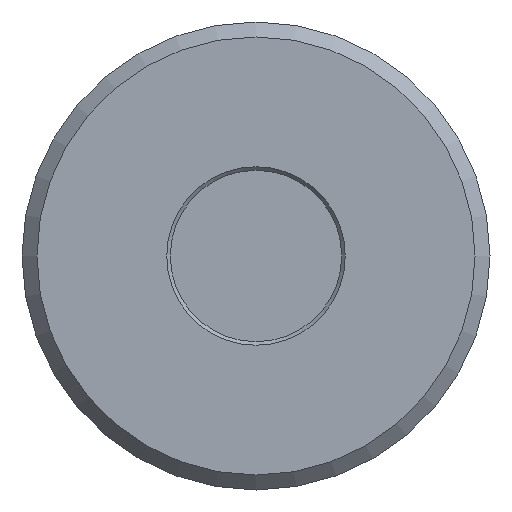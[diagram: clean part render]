
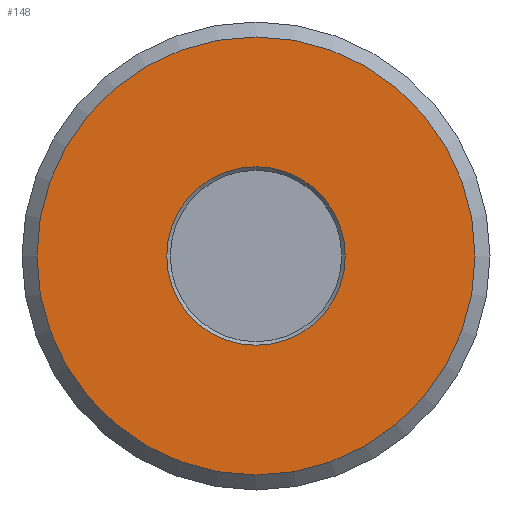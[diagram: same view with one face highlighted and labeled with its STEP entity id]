
A CAD part, front view. The second image highlights one B-rep face of the part: STEP entity #148.
In plain terms, the highlighted planar face has unit normal (0, -1, 0).
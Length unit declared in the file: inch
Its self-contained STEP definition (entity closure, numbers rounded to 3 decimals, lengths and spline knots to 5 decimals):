
#2 = VERTEX_POINT ( 'NONE', #375 ) ;
#20 = FACE_BOUND ( 'NONE', #181, .T. ) ;
#58 = DIRECTION ( 'NONE',  ( 0., 0., 1. ) ) ;
#69 = CIRCLE ( 'NONE', #331, 0.43875 ) ;
#101 = DIRECTION ( 'NONE',  ( 0., 0., -1. ) ) ;
#103 = FACE_OUTER_BOUND ( 'NONE', #278, .T. ) ;
#104 = DIRECTION ( 'NONE',  ( 0., -1., 0. ) ) ;
#114 = VERTEX_POINT ( 'NONE', #291 ) ;
#143 = DIRECTION ( 'NONE',  ( 0., 1., 0. ) ) ;
#147 = CARTESIAN_POINT ( 'NONE',  ( 0., 0., 0. ) ) ;
#148 = ADVANCED_FACE ( 'NONE', ( #20, #103 ), #336, .T. ) ;
#181 = EDGE_LOOP ( 'NONE', ( #369 ) ) ;
#211 = AXIS2_PLACEMENT_3D ( 'NONE', #318, #530, #481 ) ;
#278 = EDGE_LOOP ( 'NONE', ( #417 ) ) ;
#291 = CARTESIAN_POINT ( 'NONE',  ( 0., 0., 0.17882 ) ) ;
#315 = CARTESIAN_POINT ( 'NONE',  ( -0.17882, 0., 0. ) ) ;
#318 = CARTESIAN_POINT ( 'NONE',  ( 0., 0., 0. ) ) ;
#319 = CIRCLE ( 'NONE', #211, 0.17882 ) ;
#331 = AXIS2_PLACEMENT_3D ( 'NONE', #147, #143, #58 ) ;
#336 = PLANE ( 'NONE',  #386 ) ;
#369 = ORIENTED_EDGE ( 'NONE', *, *, #501, .T. ) ;
#375 = CARTESIAN_POINT ( 'NONE',  ( 0., 0., 0.43875 ) ) ;
#386 = AXIS2_PLACEMENT_3D ( 'NONE', #315, #104, #101 ) ;
#417 = ORIENTED_EDGE ( 'NONE', *, *, #538, .F. ) ;
#481 = DIRECTION ( 'NONE',  ( 0., 0., 1. ) ) ;
#501 = EDGE_CURVE ( 'NONE', #114, #114, #319, .T. ) ;
#530 = DIRECTION ( 'NONE',  ( 0., 1., 0. ) ) ;
#538 = EDGE_CURVE ( 'NONE', #2, #2, #69, .T. ) ;
